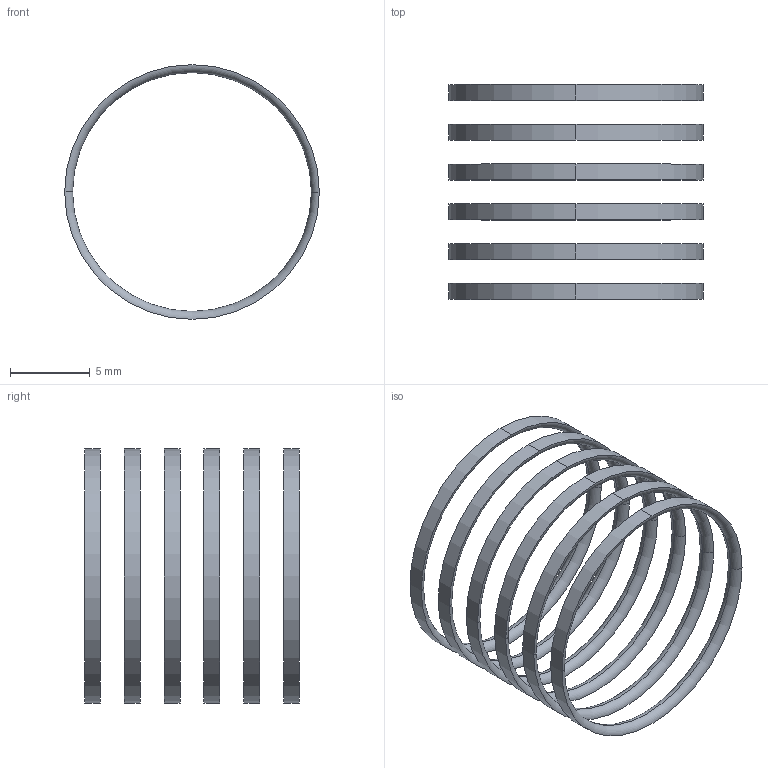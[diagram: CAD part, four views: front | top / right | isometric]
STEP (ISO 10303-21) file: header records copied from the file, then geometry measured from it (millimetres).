
FILE_DESCRIPTION (( 'STEP AP214' ), '1' );
FILE_NAME ('cubito_estirar_hilo_ansys.STEP', '2018-04-25T22:11:56', ( '' ), ( '' ), 'SwSTEP 2.0', 'SolidWorks 2015', '' );
FILE_SCHEMA (( 'AUTOMOTIVE_DESIGN' ));
Length unit declared in the file: millimetre
Products named in the file (1): cubito_estirar_hilo_ansys
Bounding box: 16 x 13.5 x 16 mm (x, y, z)
Volume: 115.3 mm3; surface area: 756.5 mm2
Topology: 6 solids, 6 shells, 36 faces, 96 edges, 60 vertices
Faces by surface type: torus 24, cylinder 12
Entity records: 1271 total; most frequent: DIRECTION 254, CARTESIAN_POINT 193, ORIENTED_EDGE 192, AXIS2_PLACEMENT_3D 121, EDGE_CURVE 96, CIRCLE 84, VERTEX_POINT 60, FACE_OUTER_BOUND 36
